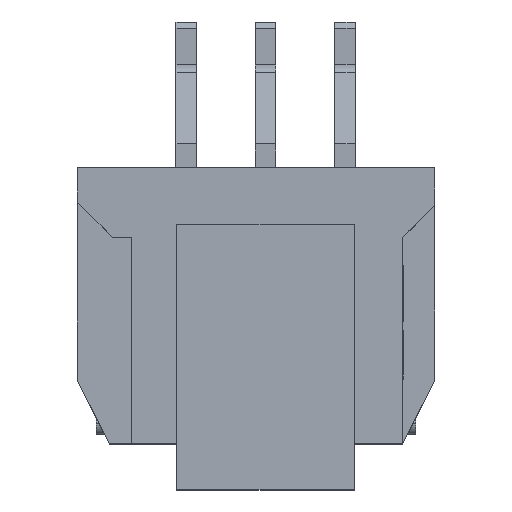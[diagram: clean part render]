
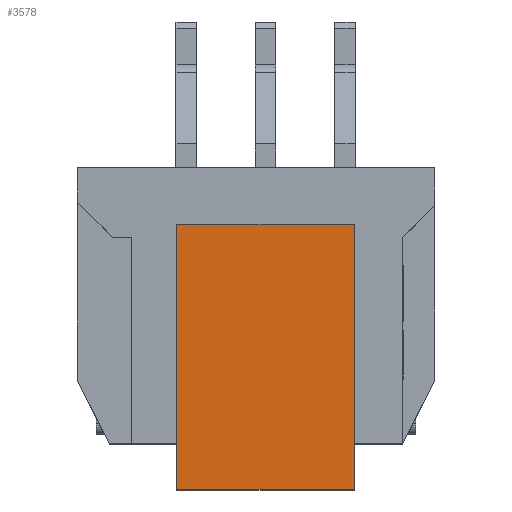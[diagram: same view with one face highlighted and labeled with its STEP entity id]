
A CAD part, top view. The second image highlights one B-rep face of the part: STEP entity #3578.
In plain terms, the highlighted planar face has unit normal (0, 0, 1).
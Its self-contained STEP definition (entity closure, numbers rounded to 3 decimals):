
#59 = CARTESIAN_POINT ( 'NONE',  ( -2.8, 2.435, 7.525 ) ) ;
#347 = EDGE_CURVE ( 'NONE', #16254, #4123, #20815, .T. ) ;
#850 = EDGE_CURVE ( 'NONE', #2672, #4123, #8243, .T. ) ;
#2429 = CARTESIAN_POINT ( 'NONE',  ( -2.8, 2.435, 7.525 ) ) ;
#2672 = VERTEX_POINT ( 'NONE', #12518 ) ;
#3241 = DIRECTION ( 'NONE',  ( 1., 0., 0. ) ) ;
#3306 = CARTESIAN_POINT ( 'NONE',  ( 2.8, 2.435, 7.525 ) ) ;
#3578 = ADVANCED_FACE ( 'NONE', ( #8372 ), #22105, .T. ) ;
#3689 = LINE ( 'NONE', #59, #15929 ) ;
#4123 = VERTEX_POINT ( 'NONE', #15771 ) ;
#4376 = VECTOR ( 'NONE', #11902, 1000. ) ;
#4638 = CARTESIAN_POINT ( 'NONE',  ( 2.8, 2.435, 7.525 ) ) ;
#4652 = VECTOR ( 'NONE', #5832, 1000. ) ;
#5395 = CARTESIAN_POINT ( 'NONE',  ( -2.8, 2.435, 7.525 ) ) ;
#5437 = AXIS2_PLACEMENT_3D ( 'NONE', #6402, #11712, #3241 ) ;
#5832 = DIRECTION ( 'NONE',  ( 0., -1., 0. ) ) ;
#6402 = CARTESIAN_POINT ( 'NONE',  ( -2.8, 2.435, 7.525 ) ) ;
#7335 = EDGE_LOOP ( 'NONE', ( #16402, #16047, #9493, #14614 ) ) ;
#8032 = VERTEX_POINT ( 'NONE', #5395 ) ;
#8243 = LINE ( 'NONE', #13274, #11870 ) ;
#8372 = FACE_OUTER_BOUND ( 'NONE', #7335, .T. ) ;
#9493 = ORIENTED_EDGE ( 'NONE', *, *, #11280, .F. ) ;
#10463 = DIRECTION ( 'NONE',  ( 1., 0., 0. ) ) ;
#11280 = EDGE_CURVE ( 'NONE', #8032, #16254, #3689, .T. ) ;
#11712 = DIRECTION ( 'NONE',  ( 0., 0., 1. ) ) ;
#11870 = VECTOR ( 'NONE', #15132, 1000. ) ;
#11902 = DIRECTION ( 'NONE',  ( 0., -1., 0. ) ) ;
#12518 = CARTESIAN_POINT ( 'NONE',  ( -2.8, -5.915, 7.525 ) ) ;
#13274 = CARTESIAN_POINT ( 'NONE',  ( -2.8, -5.915, 7.525 ) ) ;
#14614 = ORIENTED_EDGE ( 'NONE', *, *, #21650, .T. ) ;
#15132 = DIRECTION ( 'NONE',  ( 1., 0., 0. ) ) ;
#15771 = CARTESIAN_POINT ( 'NONE',  ( 2.8, -5.915, 7.525 ) ) ;
#15929 = VECTOR ( 'NONE', #10463, 1000. ) ;
#16047 = ORIENTED_EDGE ( 'NONE', *, *, #347, .F. ) ;
#16064 = LINE ( 'NONE', #2429, #4652 ) ;
#16254 = VERTEX_POINT ( 'NONE', #4638 ) ;
#16402 = ORIENTED_EDGE ( 'NONE', *, *, #850, .T. ) ;
#20815 = LINE ( 'NONE', #3306, #4376 ) ;
#21650 = EDGE_CURVE ( 'NONE', #8032, #2672, #16064, .T. ) ;
#22105 = PLANE ( 'NONE',  #5437 ) ;
